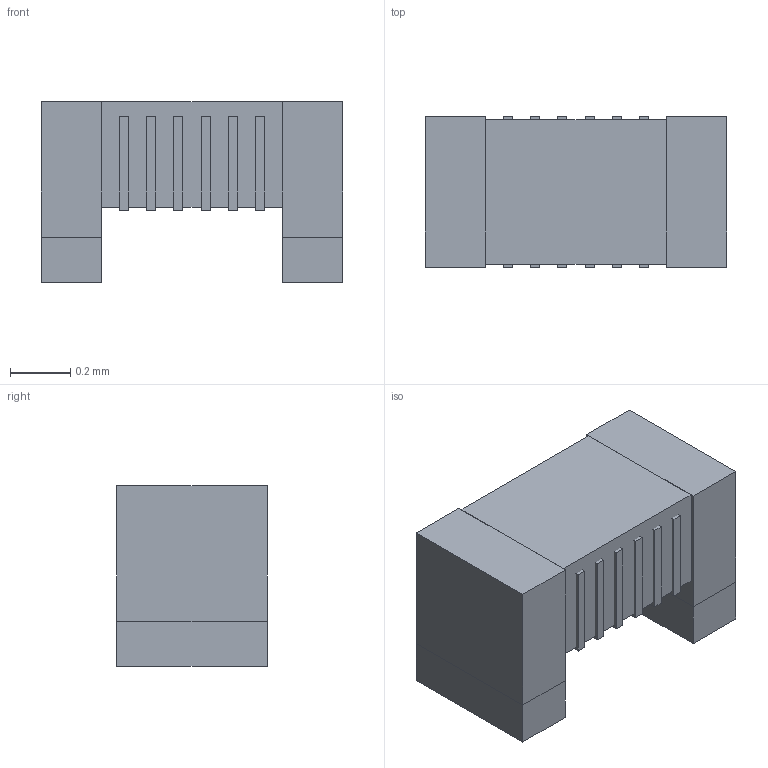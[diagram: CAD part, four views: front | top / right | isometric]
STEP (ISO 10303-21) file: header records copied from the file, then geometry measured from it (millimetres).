
FILE_DESCRIPTION(('FreeCAD Model'),'2;1');
FILE_NAME('275102.3.2.stp','2020-04-15T09:40:22',( 'Author'),(''),'Open CASCADE STEP processor 6.9','FreeCAD','Unknown' );
FILE_SCHEMA(('AUTOMOTIVE_DESIGN { 1 0 10303 214 1 1 1 1 }'));
Length unit declared in the file: millimetre
Products named in the file (12): ASSEMBLY; Rect1; Rect2; Rect3; Rect4; Rect5; Rect6; Rect7; Rect8; Rect9; Rect10; Rect11
Assembly tree (11 placements, depth 2):
  ASSEMBLY
    Rect1
    Rect2
    Rect3
    Rect4
    Rect5
    Rect6
    Rect7
    Rect8
    Rect9
    Rect10
    Rect11
Bounding box: 1 x 0.5 x 0.6 mm (x, y, z)
Volume: 0.2 mm3; surface area: 6 mm2
Topology: 11 solids, 11 shells, 66 faces, 132 edges, 88 vertices
Faces by surface type: plane 66
Entity records: 3693 total; most frequent: CARTESIAN_POINT 562, DIRECTION 552, LINE 396, VECTOR 396, ORIENTED_EDGE 264, PCURVE 264, DEFINITIONAL_REPRESENTATION 264, EDGE_CURVE 132
